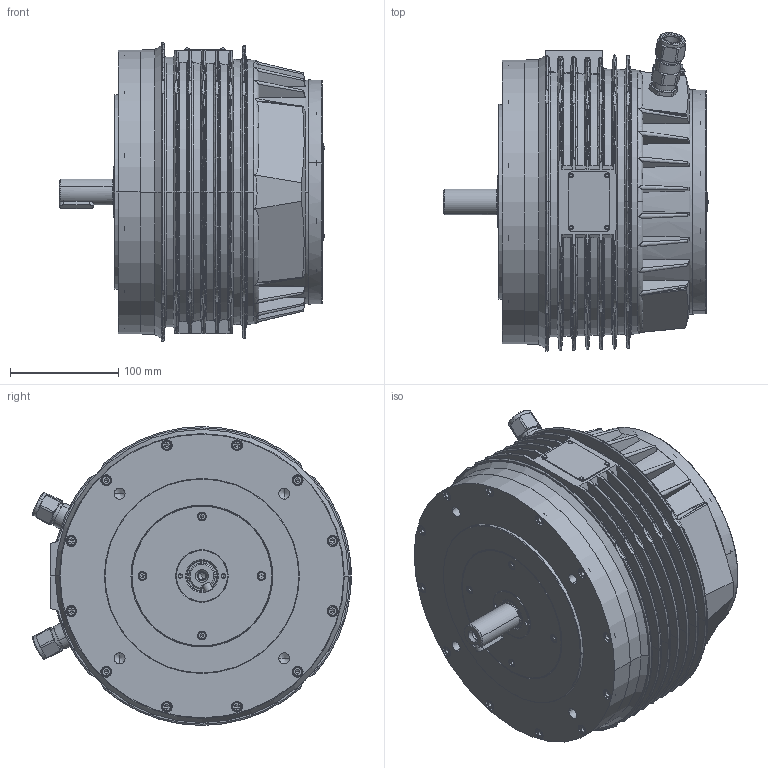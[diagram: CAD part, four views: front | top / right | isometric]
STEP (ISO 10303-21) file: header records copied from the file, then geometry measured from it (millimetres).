
FILE_DESCRIPTION((''),'2;1');
FILE_NAME('MS-12 EExd IIC T5 Basic.stp','2014-05-16T10:54:11',('arodrigo'),(''),'Autodesk Inventor 9','Autodesk Inventor 9','');
FILE_SCHEMA(('AUTOMOTIVE_DESIGN { 1 0 10303 214 1 1 1 1 }'));
Length unit declared in the file: millimetre
Products named in the file (1): Pieza1
Bounding box: 245.28 x 294.27 x 276 mm (x, y, z)
Volume: 9057880.9 mm3; surface area: 433221.7 mm2
Topology: 1 solids, 63 shells, 1677 faces, 4267 edges, 2718 vertices
Faces by surface type: bspline 500, plane 485, cylinder 277, cone 243, torus 166, sphere 6
Entity records: 63967 total; most frequent: CARTESIAN_POINT 26467, ORIENTED_EDGE 8278, DIRECTION 7362, EDGE_CURVE 4139, AXIS2_PLACEMENT_3D 3001, VERTEX_POINT 2718, EDGE_LOOP 1883, CIRCLE 1819
